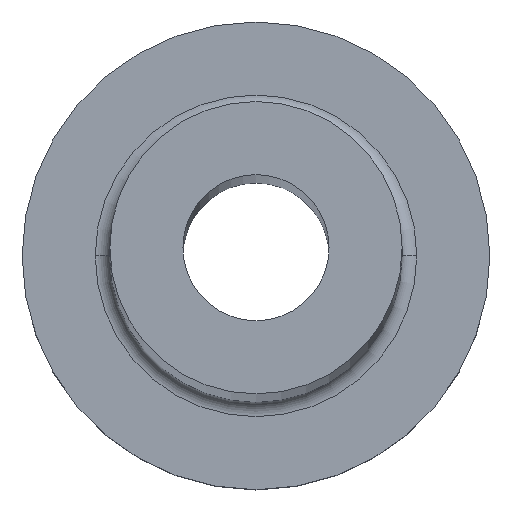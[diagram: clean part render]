
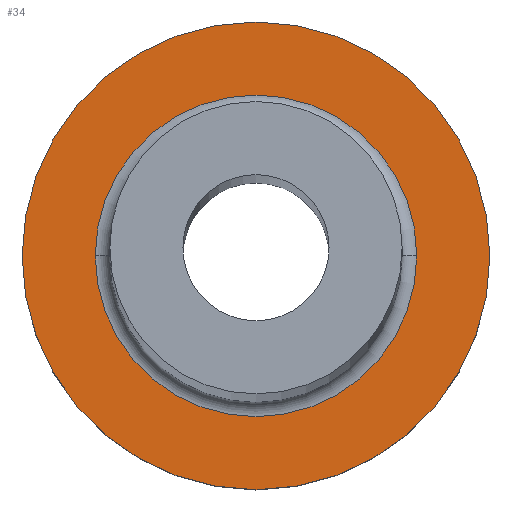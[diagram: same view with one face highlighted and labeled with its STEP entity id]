
A CAD part, top view. The second image highlights one B-rep face of the part: STEP entity #34.
In plain terms, the highlighted planar face has unit normal (0, 0, 1).
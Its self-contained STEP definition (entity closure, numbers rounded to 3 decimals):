
#12 = FACE_BOUND ( 'NONE', #217, .T. ) ;
#13 = DIRECTION ( 'NONE',  ( 1., 0., 0. ) ) ;
#34 = ADVANCED_FACE ( 'NONE', ( #12, #79 ), #245, .T. ) ;
#38 = AXIS2_PLACEMENT_3D ( 'NONE', #247, #140, #13 ) ;
#52 = CIRCLE ( 'NONE', #297, 8. ) ;
#69 = AXIS2_PLACEMENT_3D ( 'NONE', #143, #312, #237 ) ;
#79 = FACE_OUTER_BOUND ( 'NONE', #352, .T. ) ;
#88 = CIRCLE ( 'NONE', #212, 5.5 ) ;
#118 = CARTESIAN_POINT ( 'NONE',  ( -5.5, 0., 5. ) ) ;
#119 = EDGE_CURVE ( 'NONE', #218, #160, #136, .T. ) ;
#136 = CIRCLE ( 'NONE', #69, 5.5 ) ;
#140 = DIRECTION ( 'NONE',  ( 0., 0., 1. ) ) ;
#141 = DIRECTION ( 'NONE',  ( 1., 0., 0. ) ) ;
#143 = CARTESIAN_POINT ( 'NONE',  ( 0., 0., 5. ) ) ;
#160 = VERTEX_POINT ( 'NONE', #118 ) ;
#171 = CARTESIAN_POINT ( 'NONE',  ( -8., 0., 5. ) ) ;
#197 = CARTESIAN_POINT ( 'NONE',  ( 0., 0., 5. ) ) ;
#200 = DIRECTION ( 'NONE',  ( 0., 0., -1. ) ) ;
#208 = ORIENTED_EDGE ( 'NONE', *, *, #282, .T. ) ;
#212 = AXIS2_PLACEMENT_3D ( 'NONE', #278, #200, #353 ) ;
#217 = EDGE_LOOP ( 'NONE', ( #344, #354 ) ) ;
#218 = VERTEX_POINT ( 'NONE', #273 ) ;
#224 = CARTESIAN_POINT ( 'NONE',  ( 8., 0., 5. ) ) ;
#237 = DIRECTION ( 'NONE',  ( 1., 0., 0. ) ) ;
#245 = PLANE ( 'NONE',  #374 ) ;
#247 = CARTESIAN_POINT ( 'NONE',  ( 0., 0., 5. ) ) ;
#251 = DIRECTION ( 'NONE',  ( 0., 0., 1. ) ) ;
#252 = EDGE_CURVE ( 'NONE', #160, #218, #88, .T. ) ;
#264 = ORIENTED_EDGE ( 'NONE', *, *, #266, .T. ) ;
#266 = EDGE_CURVE ( 'NONE', #272, #270, #326, .T. ) ;
#270 = VERTEX_POINT ( 'NONE', #224 ) ;
#272 = VERTEX_POINT ( 'NONE', #171 ) ;
#273 = CARTESIAN_POINT ( 'NONE',  ( 5.5, 0., 5. ) ) ;
#278 = CARTESIAN_POINT ( 'NONE',  ( 0., 0., 5. ) ) ;
#282 = EDGE_CURVE ( 'NONE', #270, #272, #52, .T. ) ;
#288 = DIRECTION ( 'NONE',  ( 1., 0., 0. ) ) ;
#297 = AXIS2_PLACEMENT_3D ( 'NONE', #328, #251, #288 ) ;
#312 = DIRECTION ( 'NONE',  ( 0., 0., -1. ) ) ;
#326 = CIRCLE ( 'NONE', #38, 8. ) ;
#328 = CARTESIAN_POINT ( 'NONE',  ( 0., 0., 5. ) ) ;
#332 = DIRECTION ( 'NONE',  ( 0., 0., 1. ) ) ;
#344 = ORIENTED_EDGE ( 'NONE', *, *, #119, .T. ) ;
#352 = EDGE_LOOP ( 'NONE', ( #264, #208 ) ) ;
#353 = DIRECTION ( 'NONE',  ( 1., 0., 0. ) ) ;
#354 = ORIENTED_EDGE ( 'NONE', *, *, #252, .T. ) ;
#374 = AXIS2_PLACEMENT_3D ( 'NONE', #197, #332, #141 ) ;
